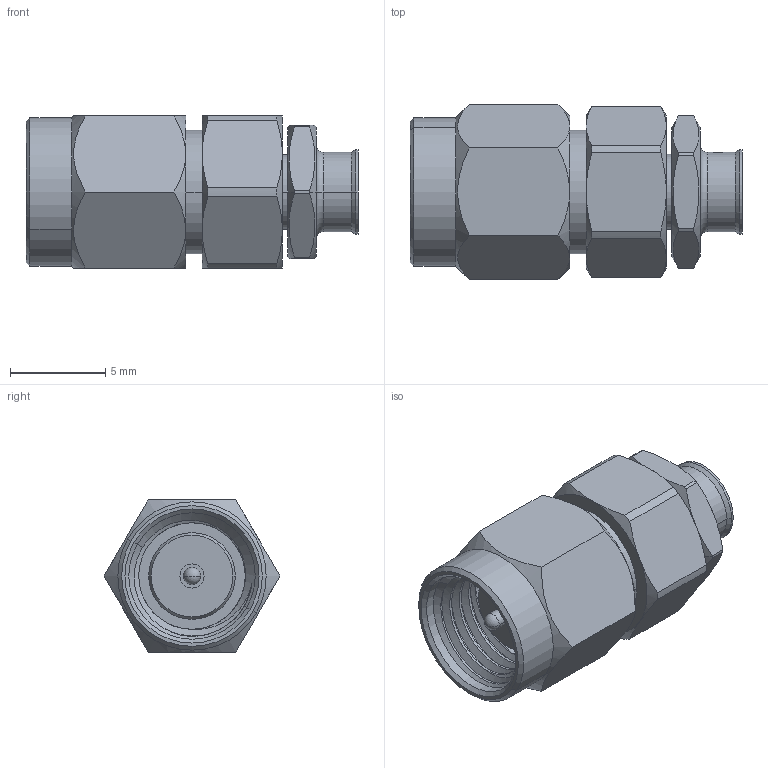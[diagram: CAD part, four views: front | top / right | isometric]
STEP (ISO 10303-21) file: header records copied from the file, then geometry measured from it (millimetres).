
FILE_DESCRIPTION((''),'2;1');
FILE_NAME('292-111P-52S_SW0001','2026-02-13T13:36:31',('Suresh'),(''),'CREO PARAMETRIC BY PTC INC, 2025010','CREO PARAMETRIC BY PTC INC, 2025010','');
FILE_SCHEMA(('CONFIG_CONTROL_DESIGN'));
Length unit declared in the file: millimetre
Products named in the file (1): 292-111P-52S_SW0001
Bounding box: 17.46 x 9.24 x 8 mm (x, y, z)
Volume: 655.9 mm3; surface area: 843.4 mm2
Topology: 1 solids, 1 shells, 149 faces, 356 edges, 218 vertices
Faces by surface type: cylinder 50, cone 50, plane 39, bspline 6, sphere 2, torus 2
Entity records: 7279 total; most frequent: CARTESIAN_POINT 3876, ORIENTED_EDGE 704, DIRECTION 698, EDGE_CURVE 352, AXIS2_PLACEMENT_3D 291, VERTEX_POINT 218, EDGE_LOOP 164, FACE_OUTER_BOUND 149
